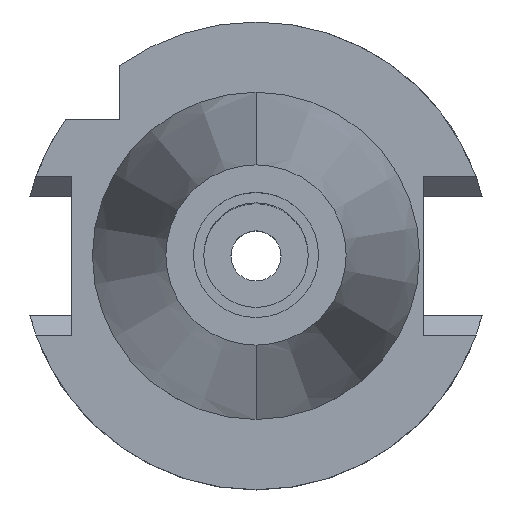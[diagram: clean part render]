
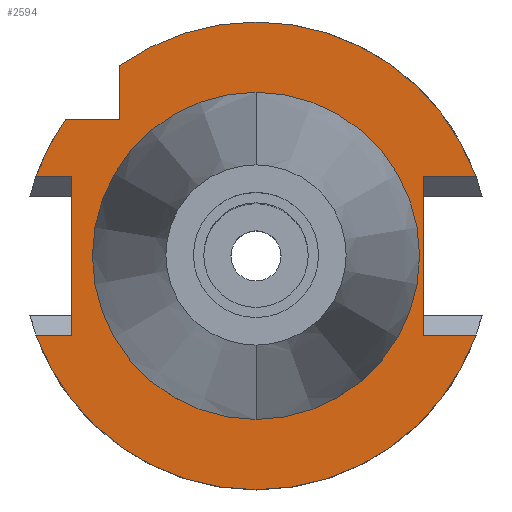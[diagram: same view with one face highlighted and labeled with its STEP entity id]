
A CAD part, top view. The second image highlights one B-rep face of the part: STEP entity #2594.
In plain terms, the highlighted planar face has unit normal (0, 0, 1).
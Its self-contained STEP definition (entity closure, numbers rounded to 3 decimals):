
#108=CARTESIAN_POINT('',(0.,0.,-1.));
#109=DIRECTION('',(0.,0.,-1.));
#110=DIRECTION('',(-0.582,0.813,0.));
#111=AXIS2_PLACEMENT_3D('',#108,#109,#110);
#116=CARTESIAN_POINT('',(0.,0.,-1.));
#117=DIRECTION('',(0.,0.,-1.));
#118=DIRECTION('',(0.,1.,0.));
#119=AXIS2_PLACEMENT_3D('',#116,#117,#118);
#124=DIRECTION('',(0.,-1.,0.));
#125=VECTOR('',#124,21.5);
#126=CARTESIAN_POINT('',(22.7,10.75,-1.));
#127=LINE('',#126,#125);
#131=DIRECTION('',(1.,0.,0.));
#132=VECTOR('',#131,7.201);
#133=CARTESIAN_POINT('',(22.7,-10.75,-1.));
#134=LINE('',#133,#132);
#138=CARTESIAN_POINT('',(0.,0.,-1.));
#139=DIRECTION('',(0.,0.,-1.));
#140=DIRECTION('',(0.941,-0.338,0.));
#141=AXIS2_PLACEMENT_3D('',#138,#139,#140);
#146=CARTESIAN_POINT('',(0.,0.,-1.));
#147=DIRECTION('',(0.,0.,-1.));
#148=DIRECTION('',(0.,-1.,0.));
#149=AXIS2_PLACEMENT_3D('',#146,#147,#148);
#154=DIRECTION('',(-1.,0.,0.));
#155=VECTOR('',#154,4.901);
#156=CARTESIAN_POINT('',(-25.,10.75,-1.));
#157=LINE('',#156,#155);
#161=CARTESIAN_POINT('',(0.,0.,-1.));
#162=DIRECTION('',(0.,0.,-1.));
#163=DIRECTION('',(-0.941,0.338,0.));
#164=AXIS2_PLACEMENT_3D('',#161,#162,#163);
#169=CARTESIAN_POINT('',(0.,0.,-1.));
#170=DIRECTION('',(0.,0.,1.));
#171=DIRECTION('',(0.,-1.,0.));
#172=AXIS2_PLACEMENT_3D('',#169,#170,#171);
#177=CARTESIAN_POINT('',(0.,0.,-1.));
#178=DIRECTION('',(0.,0.,1.));
#179=DIRECTION('',(0.,1.,0.));
#180=AXIS2_PLACEMENT_3D('',#177,#178,#179);
#202=DIRECTION('',(0.,-1.,0.));
#203=VECTOR('',#202,7.334);
#204=CARTESIAN_POINT('',(-18.5,25.834,-1.));
#205=LINE('',#204,#203);
#307=DIRECTION('',(-1.,0.,0.));
#308=VECTOR('',#307,7.334);
#309=CARTESIAN_POINT('',(-18.5,18.5,-1.));
#310=LINE('',#309,#308);
#360=DIRECTION('',(0.,-1.,0.));
#361=VECTOR('',#360,21.5);
#362=CARTESIAN_POINT('',(-25.,10.75,-1.));
#363=LINE('',#362,#361);
#537=DIRECTION('',(-1.,0.,0.));
#538=VECTOR('',#537,4.901);
#539=CARTESIAN_POINT('',(-25.,-10.75,-1.));
#540=LINE('',#539,#538);
#814=DIRECTION('',(1.,0.,0.));
#815=VECTOR('',#814,7.201);
#816=CARTESIAN_POINT('',(22.7,10.75,-1.));
#817=LINE('',#816,#815);
#2131=CARTESIAN_POINT('',(0.,22.225,-1.));
#2132=VERTEX_POINT('',#2131);
#2133=CARTESIAN_POINT('',(0.,-22.225,-1.));
#2134=VERTEX_POINT('',#2133);
#2135=CARTESIAN_POINT('',(-18.5,25.834,-1.));
#2136=CARTESIAN_POINT('',(-18.5,18.5,-1.));
#2137=VERTEX_POINT('',#2135);
#2138=VERTEX_POINT('',#2136);
#2139=CARTESIAN_POINT('',(0.,31.775,-1.));
#2140=CARTESIAN_POINT('',(29.901,10.75,-1.));
#2141=VERTEX_POINT('',#2139);
#2142=VERTEX_POINT('',#2140);
#2143=CARTESIAN_POINT('',(22.7,10.75,-1.));
#2144=VERTEX_POINT('',#2143);
#2145=CARTESIAN_POINT('',(22.7,-10.75,-1.));
#2146=VERTEX_POINT('',#2145);
#2147=CARTESIAN_POINT('',(29.901,-10.75,-1.));
#2148=VERTEX_POINT('',#2147);
#2149=CARTESIAN_POINT('',(0.,-31.775,-1.));
#2150=CARTESIAN_POINT('',(-29.901,-10.75,-1.));
#2151=VERTEX_POINT('',#2149);
#2152=VERTEX_POINT('',#2150);
#2153=CARTESIAN_POINT('',(-25.,-10.75,-1.));
#2154=VERTEX_POINT('',#2153);
#2155=CARTESIAN_POINT('',(-25.,10.75,-1.));
#2156=VERTEX_POINT('',#2155);
#2157=CARTESIAN_POINT('',(-29.901,10.75,-1.));
#2158=VERTEX_POINT('',#2157);
#2159=CARTESIAN_POINT('',(-25.834,18.5,-1.));
#2160=VERTEX_POINT('',#2159);
#2557=CARTESIAN_POINT('',(0.,0.,-1.));
#2558=DIRECTION('',(0.,0.,1.));
#2559=DIRECTION('',(0.,1.,0.));
#2560=AXIS2_PLACEMENT_3D('',#2557,#2558,#2559);
#2561=PLANE('',#2560);
#2563=ORIENTED_EDGE('',*,*,#2562,.F.);
#2565=ORIENTED_EDGE('',*,*,#2564,.T.);
#2567=ORIENTED_EDGE('',*,*,#2566,.T.);
#2569=ORIENTED_EDGE('',*,*,#2568,.F.);
#2571=ORIENTED_EDGE('',*,*,#2570,.T.);
#2573=ORIENTED_EDGE('',*,*,#2572,.T.);
#2575=ORIENTED_EDGE('',*,*,#2574,.T.);
#2577=ORIENTED_EDGE('',*,*,#2576,.T.);
#2579=ORIENTED_EDGE('',*,*,#2578,.F.);
#2581=ORIENTED_EDGE('',*,*,#2580,.F.);
#2583=ORIENTED_EDGE('',*,*,#2582,.T.);
#2585=ORIENTED_EDGE('',*,*,#2584,.T.);
#2587=ORIENTED_EDGE('',*,*,#2586,.F.);
#2588=EDGE_LOOP('',(#2563,#2565,#2567,#2569,#2571,#2573,#2575,#2577,#2579,#2581,
#2583,#2585,#2587));
#2589=FACE_OUTER_BOUND('',#2588,.F.);
#2590=ORIENTED_EDGE('',*,*,#2536,.T.);
#2591=ORIENTED_EDGE('',*,*,#2552,.T.);
#2592=EDGE_LOOP('',(#2590,#2591));
#2593=FACE_BOUND('',#2592,.F.);
#112=CIRCLE('',#111,31.775);
#120=CIRCLE('',#119,31.775);
#142=CIRCLE('',#141,31.775);
#150=CIRCLE('',#149,31.775);
#165=CIRCLE('',#164,31.775);
#173=CIRCLE('',#172,22.225);
#181=CIRCLE('',#180,22.225);
#2536=EDGE_CURVE('',#2134,#2132,#173,.T.);
#2552=EDGE_CURVE('',#2132,#2134,#181,.T.);
#2562=EDGE_CURVE('',#2137,#2138,#205,.T.);
#2564=EDGE_CURVE('',#2137,#2141,#112,.T.);
#2566=EDGE_CURVE('',#2141,#2142,#120,.T.);
#2568=EDGE_CURVE('',#2144,#2142,#817,.T.);
#2570=EDGE_CURVE('',#2144,#2146,#127,.T.);
#2572=EDGE_CURVE('',#2146,#2148,#134,.T.);
#2574=EDGE_CURVE('',#2148,#2151,#142,.T.);
#2576=EDGE_CURVE('',#2151,#2152,#150,.T.);
#2578=EDGE_CURVE('',#2154,#2152,#540,.T.);
#2580=EDGE_CURVE('',#2156,#2154,#363,.T.);
#2582=EDGE_CURVE('',#2156,#2158,#157,.T.);
#2584=EDGE_CURVE('',#2158,#2160,#165,.T.);
#2586=EDGE_CURVE('',#2138,#2160,#310,.T.);
#2594=ADVANCED_FACE('',(#2589,#2593),#2561,.T.);
